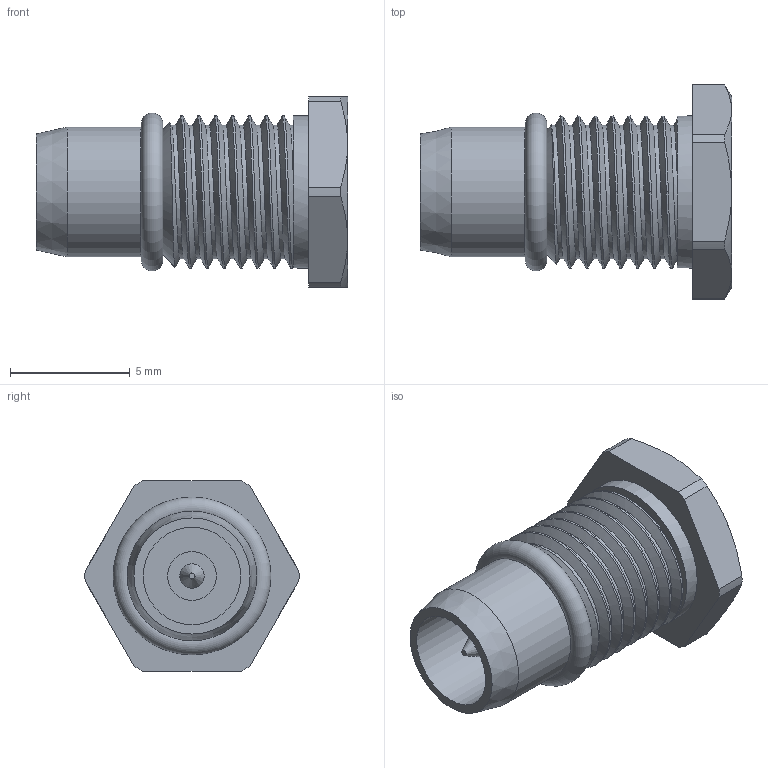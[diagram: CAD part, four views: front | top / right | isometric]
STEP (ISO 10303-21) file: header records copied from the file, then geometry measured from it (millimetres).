
FILE_DESCRIPTION (( 'STEP AP203' ), '1' );
FILE_NAME ('ST1863_3D.step', '2022-09-27T17:25:19', ( '' ), ( '' ), 'SwSTEP 2.0', 'SolidWorks 2021', '' );
FILE_SCHEMA (( 'CONFIG_CONTROL_DESIGN' ));
Length unit declared in the file: inch
Products named in the file (1): ST1863_3D
Bounding box: 13 x 8.94 x 7.94 mm (x, y, z)
Volume: 320 mm3; surface area: 555.7 mm2
Topology: 2 solids, 2 shells, 47 faces, 109 edges, 69 vertices
Faces by surface type: cylinder 19, plane 14, cone 10, bspline 3, torus 1
Full cylindrical faces by diameter (mm): 1.016 x1, 2.032 x1, 4.064 x1, 4.767 x1, 5.413 x1, 6.35 x7
Entity records: 2435 total; most frequent: CARTESIAN_POINT 1586, DIRECTION 158, ORIENTED_EDGE 146, EDGE_CURVE 73, AXIS2_PLACEMENT_3D 70, EDGE_LOOP 52, VERTEX_POINT 51, FACE_OUTER_BOUND 44
